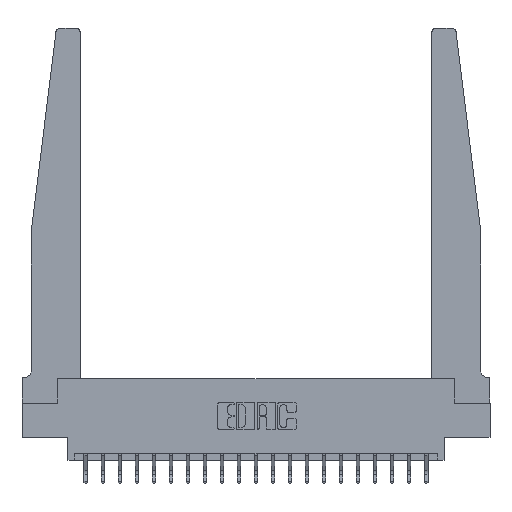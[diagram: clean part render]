
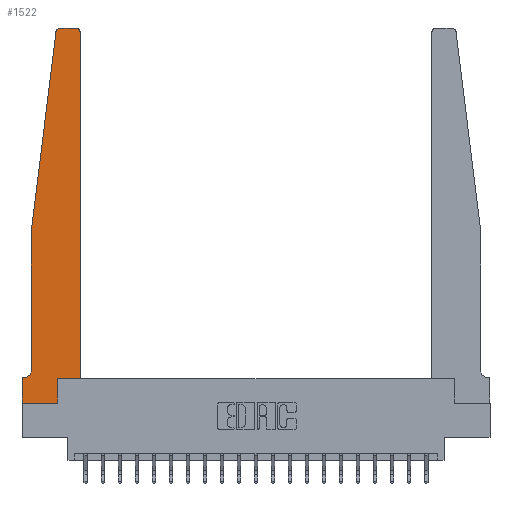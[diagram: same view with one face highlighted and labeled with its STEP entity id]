
A CAD part, top view. The second image highlights one B-rep face of the part: STEP entity #1522.
In plain terms, the highlighted planar face has unit normal (0, 0, 1).
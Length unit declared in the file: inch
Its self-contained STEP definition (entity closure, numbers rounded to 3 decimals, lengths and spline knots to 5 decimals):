
#581 = VERTEX_POINT ( 'NONE', #8542 ) ;
#889 = CIRCLE ( 'NONE', #13360, 0.03 ) ;
#1509 = DIRECTION ( 'NONE',  ( 0., 0., -1. ) ) ;
#1522 = ADVANCED_FACE ( 'NONE', ( #17458 ), #13037, .T. ) ;
#1541 = CARTESIAN_POINT ( 'NONE',  ( 0.2605, 0., 0.37 ) ) ;
#1809 = AXIS2_PLACEMENT_3D ( 'NONE', #19655, #9689, #21323 ) ;
#1951 = VERTEX_POINT ( 'NONE', #10807 ) ;
#1985 = CIRCLE ( 'NONE', #14335, 0.03 ) ;
#2086 = VECTOR ( 'NONE', #6772, 39.37008 ) ;
#2304 = VERTEX_POINT ( 'NONE', #20218 ) ;
#3119 = CIRCLE ( 'NONE', #8222, 0.05 ) ;
#3443 = CARTESIAN_POINT ( 'NONE',  ( 0.25, 2.75, 0.37 ) ) ;
#4093 = CARTESIAN_POINT ( 'NONE',  ( 0.24675, 2.72367, 0.37 ) ) ;
#4437 = VECTOR ( 'NONE', #18518, 39.37008 ) ;
#5291 = VECTOR ( 'NONE', #7068, 39.37008 ) ;
#5783 = ORIENTED_EDGE ( 'NONE', *, *, #16519, .T. ) ;
#6506 = EDGE_CURVE ( 'NONE', #581, #18491, #14234, .T. ) ;
#6576 = DIRECTION ( 'NONE',  ( 0., 1., 0. ) ) ;
#6745 = CARTESIAN_POINT ( 'NONE',  ( 0.2605, 0.18, 0.37 ) ) ;
#6772 = DIRECTION ( 'NONE',  ( -1., 0., 0. ) ) ;
#6894 = LINE ( 'NONE', #11556, #19641 ) ;
#7027 = EDGE_CURVE ( 'NONE', #1951, #20973, #15507, .T. ) ;
#7068 = DIRECTION ( 'NONE',  ( -1., 0., 0. ) ) ;
#7134 = ORIENTED_EDGE ( 'NONE', *, *, #9784, .T. ) ;
#7200 = ORIENTED_EDGE ( 'NONE', *, *, #21013, .T. ) ;
#7270 = VERTEX_POINT ( 'NONE', #14933 ) ;
#7644 = VECTOR ( 'NONE', #20036, 39.37008 ) ;
#7777 = VERTEX_POINT ( 'NONE', #16424 ) ;
#7811 = CARTESIAN_POINT ( 'NONE',  ( 0.065, 1.25, 0.37 ) ) ;
#8056 = ORIENTED_EDGE ( 'NONE', *, *, #7027, .T. ) ;
#8059 = LINE ( 'NONE', #11564, #16427 ) ;
#8222 = AXIS2_PLACEMENT_3D ( 'NONE', #11612, #1509, #13323 ) ;
#8530 = CARTESIAN_POINT ( 'NONE',  ( 0.2605, 0.18, 0.37 ) ) ;
#8542 = CARTESIAN_POINT ( 'NONE',  ( 0.015, 0.1875, 0.37 ) ) ;
#8652 = ORIENTED_EDGE ( 'NONE', *, *, #8983, .T. ) ;
#8764 = CARTESIAN_POINT ( 'NONE',  ( 0.27653, 2.72, 0.37 ) ) ;
#8909 = LINE ( 'NONE', #8530, #4437 ) ;
#8983 = EDGE_CURVE ( 'NONE', #9327, #13095, #8059, .T. ) ;
#9327 = VERTEX_POINT ( 'NONE', #4093 ) ;
#9345 = CARTESIAN_POINT ( 'NONE',  ( 0.395, 2.72, 0.37 ) ) ;
#9395 = DIRECTION ( 'NONE',  ( 0., -1., 0. ) ) ;
#9689 = DIRECTION ( 'NONE',  ( 0., 0., 1. ) ) ;
#9726 = DIRECTION ( 'NONE',  ( 0., -1., 0. ) ) ;
#9772 = CARTESIAN_POINT ( 'NONE',  ( 0.425, 0.18, 0.37 ) ) ;
#9784 = EDGE_CURVE ( 'NONE', #14999, #9327, #1985, .T. ) ;
#10093 = CARTESIAN_POINT ( 'NONE',  ( 0.425, 0.18, 0.37 ) ) ;
#10282 = ORIENTED_EDGE ( 'NONE', *, *, #11772, .T. ) ;
#10448 = DIRECTION ( 'NONE',  ( 1., 0., 0. ) ) ;
#10508 = CARTESIAN_POINT ( 'NONE',  ( 0.065, 0.1875, 0.37 ) ) ;
#10735 = VECTOR ( 'NONE', #9395, 39.37008 ) ;
#10807 = CARTESIAN_POINT ( 'NONE',  ( 0., 0., 0.37 ) ) ;
#11062 = DIRECTION ( 'NONE',  ( 1., 0., 0. ) ) ;
#11556 = CARTESIAN_POINT ( 'NONE',  ( 0.425, 0.18, 0.37 ) ) ;
#11564 = CARTESIAN_POINT ( 'NONE',  ( 0.065, 1.25, 0.37 ) ) ;
#11612 = CARTESIAN_POINT ( 'NONE',  ( 0.015, 0.2375, 0.37 ) ) ;
#11772 = EDGE_CURVE ( 'NONE', #13095, #7270, #15199, .T. ) ;
#12099 = LINE ( 'NONE', #10093, #7644 ) ;
#12231 = ORIENTED_EDGE ( 'NONE', *, *, #21619, .T. ) ;
#12310 = ORIENTED_EDGE ( 'NONE', *, *, #13960, .T. ) ;
#13004 = LINE ( 'NONE', #21352, #17422 ) ;
#13037 = PLANE ( 'NONE',  #1809 ) ;
#13095 = VERTEX_POINT ( 'NONE', #18855 ) ;
#13278 = DIRECTION ( 'NONE',  ( -0.122, -0.992, 0. ) ) ;
#13323 = DIRECTION ( 'NONE',  ( -1., 0., 0. ) ) ;
#13360 = AXIS2_PLACEMENT_3D ( 'NONE', #9345, #20990, #11062 ) ;
#13771 = ORIENTED_EDGE ( 'NONE', *, *, #21494, .T. ) ;
#13960 = EDGE_CURVE ( 'NONE', #2304, #7777, #889, .T. ) ;
#14015 = ORIENTED_EDGE ( 'NONE', *, *, #6506, .T. ) ;
#14234 = LINE ( 'NONE', #10508, #5291 ) ;
#14335 = AXIS2_PLACEMENT_3D ( 'NONE', #8764, #20396, #10448 ) ;
#14382 = DIRECTION ( 'NONE',  ( 1., 0., 0. ) ) ;
#14933 = CARTESIAN_POINT ( 'NONE',  ( 0.065, 0.2375, 0.37 ) ) ;
#14978 = LINE ( 'NONE', #3443, #2086 ) ;
#14999 = VERTEX_POINT ( 'NONE', #20440 ) ;
#15199 = LINE ( 'NONE', #7811, #10735 ) ;
#15507 = LINE ( 'NONE', #17712, #16014 ) ;
#15949 = ORIENTED_EDGE ( 'NONE', *, *, #17637, .T. ) ;
#16014 = VECTOR ( 'NONE', #14382, 39.37008 ) ;
#16424 = CARTESIAN_POINT ( 'NONE',  ( 0.395, 2.75, 0.37 ) ) ;
#16427 = VECTOR ( 'NONE', #13278, 39.37008 ) ;
#16519 = EDGE_CURVE ( 'NONE', #19246, #2304, #6894, .T. ) ;
#17308 = EDGE_LOOP ( 'NONE', ( #19295, #7134, #8652, #10282, #13771, #14015, #15949, #8056, #12231, #7200, #5783, #12310 ) ) ;
#17422 = VECTOR ( 'NONE', #9726, 39.37008 ) ;
#17458 = FACE_OUTER_BOUND ( 'NONE', #17308, .T. ) ;
#17637 = EDGE_CURVE ( 'NONE', #18491, #1951, #13004, .T. ) ;
#17712 = CARTESIAN_POINT ( 'NONE',  ( 0., 0., 0.37 ) ) ;
#18491 = VERTEX_POINT ( 'NONE', #21289 ) ;
#18518 = DIRECTION ( 'NONE',  ( 0., 1., 0. ) ) ;
#18855 = CARTESIAN_POINT ( 'NONE',  ( 0.065, 1.25, 0.37 ) ) ;
#19246 = VERTEX_POINT ( 'NONE', #9772 ) ;
#19295 = ORIENTED_EDGE ( 'NONE', *, *, #19930, .T. ) ;
#19641 = VECTOR ( 'NONE', #6576, 39.37008 ) ;
#19655 = CARTESIAN_POINT ( 'NONE',  ( 0., 0.1875, 0.37 ) ) ;
#19930 = EDGE_CURVE ( 'NONE', #7777, #14999, #14978, .T. ) ;
#20036 = DIRECTION ( 'NONE',  ( 1., 0., 0. ) ) ;
#20218 = CARTESIAN_POINT ( 'NONE',  ( 0.425, 2.72, 0.37 ) ) ;
#20396 = DIRECTION ( 'NONE',  ( 0., 0., 1. ) ) ;
#20440 = CARTESIAN_POINT ( 'NONE',  ( 0.27653, 2.75, 0.37 ) ) ;
#20556 = VERTEX_POINT ( 'NONE', #6745 ) ;
#20973 = VERTEX_POINT ( 'NONE', #1541 ) ;
#20990 = DIRECTION ( 'NONE',  ( 0., 0., 1. ) ) ;
#21013 = EDGE_CURVE ( 'NONE', #20556, #19246, #12099, .T. ) ;
#21289 = CARTESIAN_POINT ( 'NONE',  ( 0., 0.1875, 0.37 ) ) ;
#21323 = DIRECTION ( 'NONE',  ( 1., 0., 0. ) ) ;
#21352 = CARTESIAN_POINT ( 'NONE',  ( 0., 0., 0.37 ) ) ;
#21494 = EDGE_CURVE ( 'NONE', #7270, #581, #3119, .T. ) ;
#21619 = EDGE_CURVE ( 'NONE', #20973, #20556, #8909, .T. ) ;
